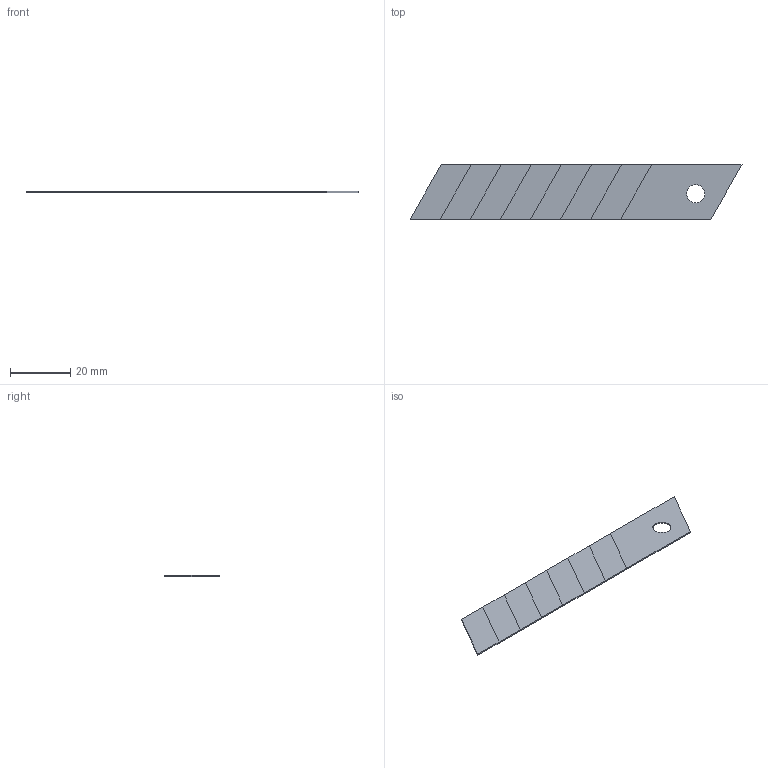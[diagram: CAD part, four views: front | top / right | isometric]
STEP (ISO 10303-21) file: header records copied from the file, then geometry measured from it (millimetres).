
FILE_DESCRIPTION(('FreeCAD Model'),'2;1');
FILE_NAME('blade-18mm.step', '2015-01-01T17:15:36',('FreeCAD'),('FreeCAD'), 'Open CASCADE STEP processor 6.7','FreeCAD','Unknown');
FILE_SCHEMA(('AUTOMOTIVE_DESIGN_CC2 { 1 2 10303 214 -1 1 5 4 }'));
Length unit declared in the file: millimetre
Products named in the file (1): Fusion
Bounding box: 110.39 x 18 x 0.43 mm (x, y, z)
Volume: 761.8 mm3; surface area: 3762.7 mm2
Topology: 7 solids, 7 shells, 47 faces, 95 edges, 62 vertices
Faces by surface type: plane 46, cylinder 1
Full cylindrical faces by diameter (mm): 6 x1
Entity records: 2501 total; most frequent: CARTESIAN_POINT 395, DIRECTION 383, LINE 281, VECTOR 281, ORIENTED_EDGE 190, PCURVE 190, DEFINITIONAL_REPRESENTATION 190, EDGE_CURVE 95
